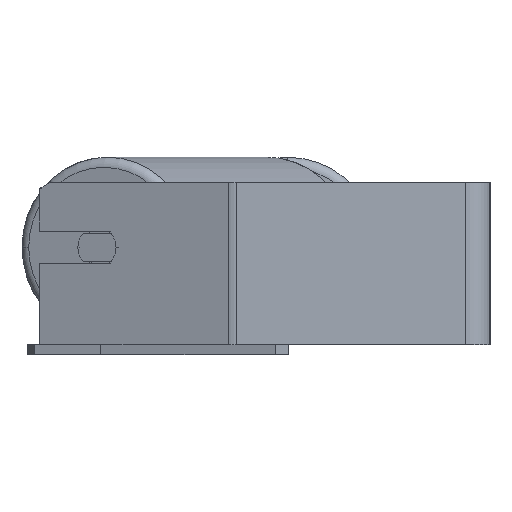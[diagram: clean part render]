
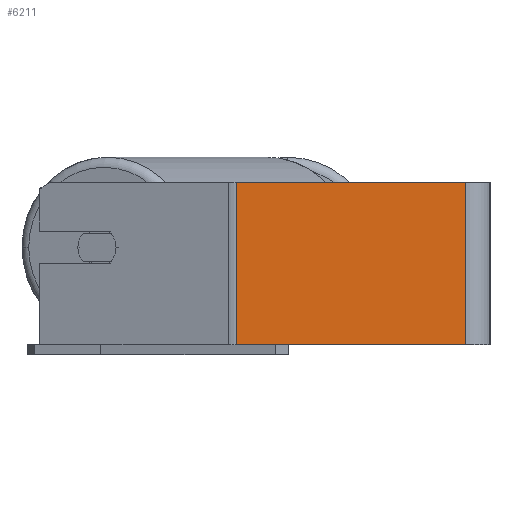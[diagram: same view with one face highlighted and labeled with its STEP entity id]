
A CAD part, left-side view. The second image highlights one B-rep face of the part: STEP entity #6211.
In plain terms, the highlighted planar face has unit normal (-1, 0, 0).
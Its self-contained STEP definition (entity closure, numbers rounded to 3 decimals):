
#163 = DIRECTION ( 'NONE',  ( 0., -1., 0. ) ) ;
#313 = ORIENTED_EDGE ( 'NONE', *, *, #6871, .T. ) ;
#781 = PLANE ( 'NONE',  #3298 ) ;
#1315 = CARTESIAN_POINT ( 'NONE',  ( -415., 12., -40. ) ) ;
#1450 = EDGE_CURVE ( 'NONE', #3957, #4890, #2690, .T. ) ;
#1490 = LINE ( 'NONE', #6279, #2178 ) ;
#1542 = CARTESIAN_POINT ( 'NONE',  ( -415., 12., 40. ) ) ;
#2111 = ORIENTED_EDGE ( 'NONE', *, *, #1450, .T. ) ;
#2178 = VECTOR ( 'NONE', #163, 1000. ) ;
#2521 = CARTESIAN_POINT ( 'NONE',  ( -415., 12., 40. ) ) ;
#2690 = LINE ( 'NONE', #7577, #3394 ) ;
#2731 = VECTOR ( 'NONE', #7452, 1000. ) ;
#3203 = VERTEX_POINT ( 'NONE', #2521 ) ;
#3298 = AXIS2_PLACEMENT_3D ( 'NONE', #4165, #3567, #6295 ) ;
#3394 = VECTOR ( 'NONE', #8420, 1000. ) ;
#3567 = DIRECTION ( 'NONE',  ( 1., 0., 0. ) ) ;
#3896 = VERTEX_POINT ( 'NONE', #7900 ) ;
#3957 = VERTEX_POINT ( 'NONE', #4546 ) ;
#4165 = CARTESIAN_POINT ( 'NONE',  ( -415., 127.186, 40. ) ) ;
#4170 = LINE ( 'NONE', #4659, #2731 ) ;
#4546 = CARTESIAN_POINT ( 'NONE',  ( -415., 125.07, -40. ) ) ;
#4659 = CARTESIAN_POINT ( 'NONE',  ( -415., 125.07, 40. ) ) ;
#4890 = VERTEX_POINT ( 'NONE', #1315 ) ;
#5057 = LINE ( 'NONE', #1542, #8151 ) ;
#5682 = EDGE_LOOP ( 'NONE', ( #2111, #8009, #6927, #313 ) ) ;
#6211 = ADVANCED_FACE ( 'NONE', ( #8101 ), #781, .F. ) ;
#6279 = CARTESIAN_POINT ( 'NONE',  ( -415., 127.186, 40. ) ) ;
#6295 = DIRECTION ( 'NONE',  ( 0., 0., -1. ) ) ;
#6871 = EDGE_CURVE ( 'NONE', #3896, #3957, #4170, .T. ) ;
#6927 = ORIENTED_EDGE ( 'NONE', *, *, #8866, .F. ) ;
#7452 = DIRECTION ( 'NONE',  ( 0., 0., -1. ) ) ;
#7577 = CARTESIAN_POINT ( 'NONE',  ( -415., 127.186, -40. ) ) ;
#7900 = CARTESIAN_POINT ( 'NONE',  ( -415., 125.07, 40. ) ) ;
#8009 = ORIENTED_EDGE ( 'NONE', *, *, #8824, .F. ) ;
#8101 = FACE_OUTER_BOUND ( 'NONE', #5682, .T. ) ;
#8151 = VECTOR ( 'NONE', #8462, 1000. ) ;
#8420 = DIRECTION ( 'NONE',  ( 0., -1., 0. ) ) ;
#8462 = DIRECTION ( 'NONE',  ( 0., 0., -1. ) ) ;
#8824 = EDGE_CURVE ( 'NONE', #3203, #4890, #5057, .T. ) ;
#8866 = EDGE_CURVE ( 'NONE', #3896, #3203, #1490, .T. ) ;
